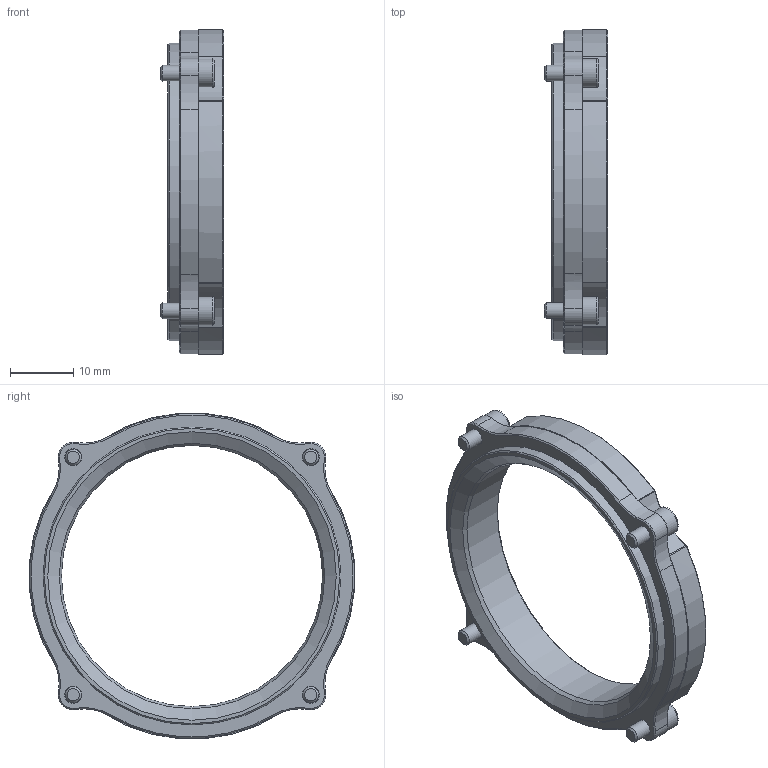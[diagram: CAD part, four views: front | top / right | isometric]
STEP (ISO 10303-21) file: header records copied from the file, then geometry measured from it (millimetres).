
FILE_DESCRIPTION(/* description */ (''),/* implementation_level */ '2;1');
FILE_NAME(/* name */ '019227.stp',/* time_stamp */ '2019-09-24T13:43:36+02:00',/* author */ ('Administrator'),/* organization */ (''),/* preprocessor_version */ 'ST-DEVELOPER v16.13',/* originating_system */ 'Autodesk Inventor 2018',/* authorisation */ '0 mm^3');
FILE_SCHEMA (('CONFIG_CONTROL_DESIGN'));
Length unit declared in the file: millimetre
Products named in the file (1): 019227
Bounding box: 10 x 51.32 x 51.32 mm (x, y, z)
Volume: 5906.9 mm3; surface area: 4439.3 mm2
Topology: 1 solids, 1 shells, 133 faces, 324 edges, 202 vertices
Faces by surface type: plane 51, cylinder 38, cone 36, torus 8
Full cylindrical faces by diameter (mm): 2.5 x4, 2.7 x4, 4.5 x4, 41.188 x1, 47 x1
Entity records: 3788 total; most frequent: CARTESIAN_POINT 686, DIRECTION 644, ORIENTED_EDGE 560, EDGE_CURVE 280, AXIS2_PLACEMENT_3D 270, VERTEX_POINT 192, EDGE_LOOP 178, STYLED_ITEM 134
